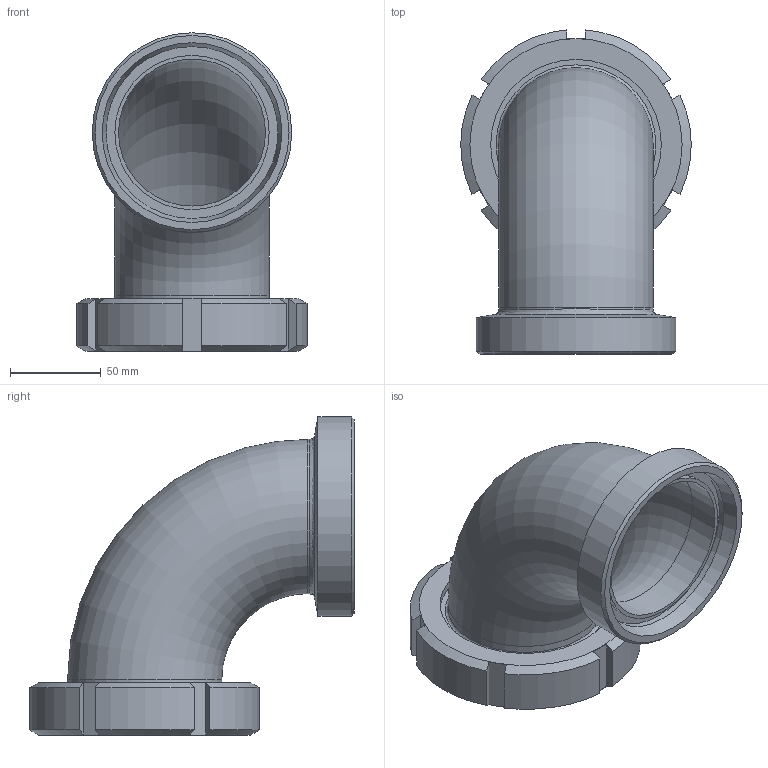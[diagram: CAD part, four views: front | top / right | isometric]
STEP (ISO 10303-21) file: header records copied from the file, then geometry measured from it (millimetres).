
FILE_DESCRIPTION((''),'2;1');
FILE_NAME('35600080X.stp','2010-08-13T11:18:46',('thilbrands'),(''),'Autodesk Inventor 2008','Autodesk Inventor 2008','');
FILE_SCHEMA(('AUTOMOTIVE_DESIGN { 1 0 10303 214 1 1 1 1 }'));
Length unit declared in the file: millimetre
Products named in the file (5): 356000101; 322000101-DN80; 113040101-DN80; 114040101-DN80; 110000106-DN80
Assembly tree (4 placements, depth 2):
  356000101
    322000101-DN80
    113040101-DN80
    114040101-DN80
    110000106-DN80
Bounding box: 127 x 178.8 x 175.5 mm (x, y, z)
Volume: 280440.4 mm3; surface area: 146007.5 mm2
Topology: 4 solids, 4 shells, 69 faces, 149 edges, 92 vertices
Faces by surface type: plane 30, cone 19, cylinder 16, torus 2, bspline 2
Full cylindrical faces by diameter (mm): 81 x2, 85 x3, 94 x1, 94.8 x1, 104.29 x1, 110 x1, 110.4 x1
Entity records: 1948 total; most frequent: CARTESIAN_POINT 482, DIRECTION 288, ORIENTED_EDGE 256, AXIS2_PLACEMENT_3D 132, EDGE_CURVE 128, EDGE_LOOP 102, VERTEX_POINT 92, FACE_OUTER_BOUND 69
